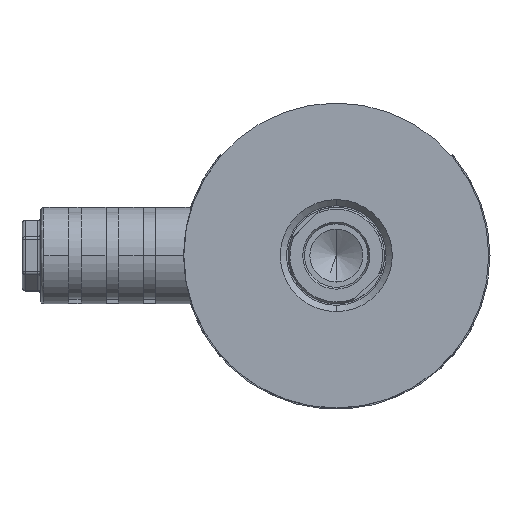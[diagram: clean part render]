
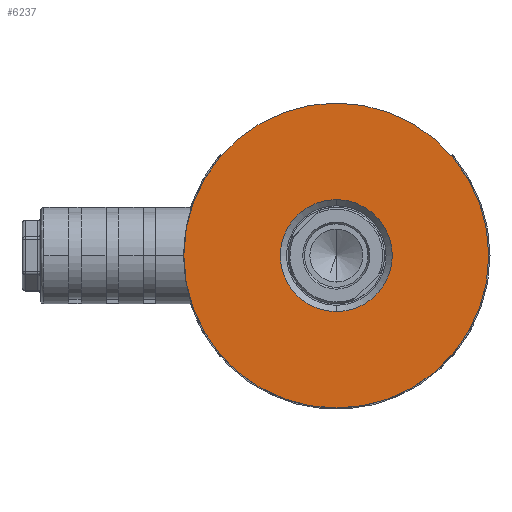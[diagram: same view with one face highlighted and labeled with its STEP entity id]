
A CAD part, left-side view. The second image highlights one B-rep face of the part: STEP entity #6237.
In plain terms, the highlighted planar face has unit normal (-1, 0, 0).
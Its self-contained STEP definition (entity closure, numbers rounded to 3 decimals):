
#625 = VERTEX_POINT ( 'NONE', #6980 ) ;
#1630 = EDGE_CURVE ( 'NONE', #625, #7902, #5986, .T. ) ;
#2641 = ORIENTED_EDGE ( 'NONE', *, *, #6988, .F. ) ;
#3129 = DIRECTION ( 'NONE',  ( 0., 0., 1. ) ) ;
#3554 = ORIENTED_EDGE ( 'NONE', *, *, #1630, .F. ) ;
#4073 = AXIS2_PLACEMENT_3D ( 'NONE', #13596, #8354, #7229 ) ;
#4411 = CARTESIAN_POINT ( 'NONE',  ( 0., 0., -9. ) ) ;
#4820 = EDGE_LOOP ( 'NONE', ( #5040, #12759 ) ) ;
#5040 = ORIENTED_EDGE ( 'NONE', *, *, #6500, .F. ) ;
#5110 = AXIS2_PLACEMENT_3D ( 'NONE', #8330, #9347, #3129 ) ;
#5140 = AXIS2_PLACEMENT_3D ( 'NONE', #13663, #7468, #7430 ) ;
#5173 = EDGE_CURVE ( 'NONE', #7092, #11745, #5953, .T. ) ;
#5311 = PLANE ( 'NONE',  #5140 ) ;
#5367 = CARTESIAN_POINT ( 'NONE',  ( 0., 0., 0. ) ) ;
#5953 = CIRCLE ( 'NONE', #9219, 24.5 ) ;
#5986 = CIRCLE ( 'NONE', #7804, 9. ) ;
#6237 = ADVANCED_FACE ( 'NONE', ( #10212, #7708 ), #5311, .F. ) ;
#6405 = DIRECTION ( 'NONE',  ( -1., 0., 0. ) ) ;
#6443 = EDGE_LOOP ( 'NONE', ( #3554, #2641 ) ) ;
#6500 = EDGE_CURVE ( 'NONE', #11745, #7092, #12674, .T. ) ;
#6980 = CARTESIAN_POINT ( 'NONE',  ( 0., 0., 9. ) ) ;
#6988 = EDGE_CURVE ( 'NONE', #7902, #625, #9805, .T. ) ;
#7092 = VERTEX_POINT ( 'NONE', #7254 ) ;
#7229 = DIRECTION ( 'NONE',  ( 0., 0., 1. ) ) ;
#7254 = CARTESIAN_POINT ( 'NONE',  ( 0., 0., -24.5 ) ) ;
#7430 = DIRECTION ( 'NONE',  ( 0., 0., -1. ) ) ;
#7468 = DIRECTION ( 'NONE',  ( 1., 0., 0. ) ) ;
#7656 = DIRECTION ( 'NONE',  ( 1., 0., 0. ) ) ;
#7708 = FACE_BOUND ( 'NONE', #6443, .T. ) ;
#7804 = AXIS2_PLACEMENT_3D ( 'NONE', #5367, #6405, #8589 ) ;
#7902 = VERTEX_POINT ( 'NONE', #4411 ) ;
#8330 = CARTESIAN_POINT ( 'NONE',  ( 0., 0., 0. ) ) ;
#8354 = DIRECTION ( 'NONE',  ( -1., 0., 0. ) ) ;
#8589 = DIRECTION ( 'NONE',  ( 0., 0., 1. ) ) ;
#9219 = AXIS2_PLACEMENT_3D ( 'NONE', #10908, #7656, #12064 ) ;
#9347 = DIRECTION ( 'NONE',  ( 1., 0., 0. ) ) ;
#9805 = CIRCLE ( 'NONE', #4073, 9. ) ;
#10212 = FACE_OUTER_BOUND ( 'NONE', #4820, .T. ) ;
#10908 = CARTESIAN_POINT ( 'NONE',  ( 0., 0., 0. ) ) ;
#11745 = VERTEX_POINT ( 'NONE', #12931 ) ;
#12064 = DIRECTION ( 'NONE',  ( 0., 0., 1. ) ) ;
#12674 = CIRCLE ( 'NONE', #5110, 24.5 ) ;
#12759 = ORIENTED_EDGE ( 'NONE', *, *, #5173, .F. ) ;
#12931 = CARTESIAN_POINT ( 'NONE',  ( 0., 0., 24.5 ) ) ;
#13596 = CARTESIAN_POINT ( 'NONE',  ( 0., 0., 0. ) ) ;
#13663 = CARTESIAN_POINT ( 'NONE',  ( 0., 0., 0. ) ) ;
